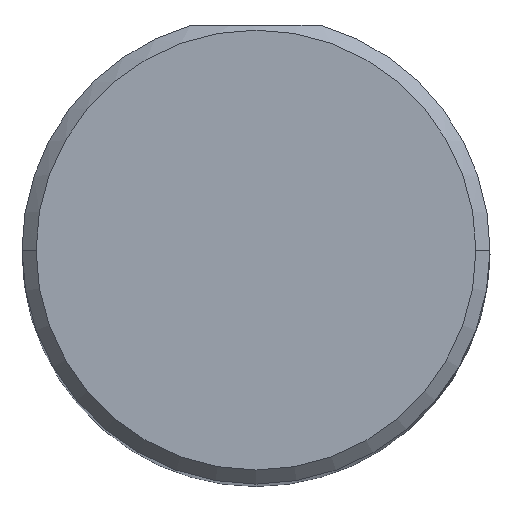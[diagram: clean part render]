
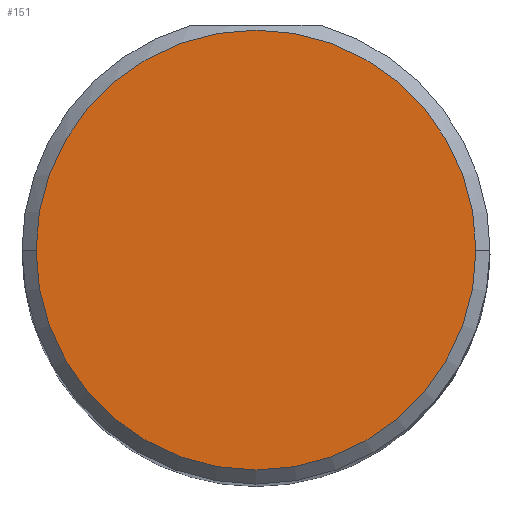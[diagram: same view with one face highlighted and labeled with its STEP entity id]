
A CAD part, top view. The second image highlights one B-rep face of the part: STEP entity #151.
In plain terms, the highlighted planar face has unit normal (0, 0, 1).
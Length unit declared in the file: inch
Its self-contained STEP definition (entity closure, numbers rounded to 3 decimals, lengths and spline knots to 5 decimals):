
#7 = DIRECTION ( 'NONE',  ( 1., 0., 0. ) ) ;
#17 = EDGE_CURVE ( 'NONE', #47, #214, #394, .T. ) ;
#27 = PLANE ( 'NONE',  #363 ) ;
#29 = AXIS2_PLACEMENT_3D ( 'NONE', #184, #35, #391 ) ;
#35 = DIRECTION ( 'NONE',  ( 0., 0., 1. ) ) ;
#47 = VERTEX_POINT ( 'NONE', #335 ) ;
#64 = DIRECTION ( 'NONE',  ( 0., 0., 1. ) ) ;
#121 = EDGE_CURVE ( 'NONE', #214, #47, #589, .T. ) ;
#151 = ADVANCED_FACE ( 'NONE', ( #593 ), #27, .T. ) ;
#184 = CARTESIAN_POINT ( 'NONE',  ( 0., 0., 3. ) ) ;
#214 = VERTEX_POINT ( 'NONE', #504 ) ;
#235 = CARTESIAN_POINT ( 'NONE',  ( 0., 0., 3. ) ) ;
#301 = ORIENTED_EDGE ( 'NONE', *, *, #121, .T. ) ;
#335 = CARTESIAN_POINT ( 'NONE',  ( -0.235, 0., 3. ) ) ;
#363 = AXIS2_PLACEMENT_3D ( 'NONE', #235, #437, #635 ) ;
#391 = DIRECTION ( 'NONE',  ( 1., 0., 0. ) ) ;
#394 = CIRCLE ( 'NONE', #559, 0.235 ) ;
#413 = ORIENTED_EDGE ( 'NONE', *, *, #17, .T. ) ;
#428 = EDGE_LOOP ( 'NONE', ( #413, #301 ) ) ;
#437 = DIRECTION ( 'NONE',  ( 0., 0., 1. ) ) ;
#504 = CARTESIAN_POINT ( 'NONE',  ( 0.235, 0., 3. ) ) ;
#559 = AXIS2_PLACEMENT_3D ( 'NONE', #630, #64, #7 ) ;
#589 = CIRCLE ( 'NONE', #29, 0.235 ) ;
#593 = FACE_OUTER_BOUND ( 'NONE', #428, .T. ) ;
#630 = CARTESIAN_POINT ( 'NONE',  ( 0., 0., 3. ) ) ;
#635 = DIRECTION ( 'NONE',  ( 1., 0., 0. ) ) ;
